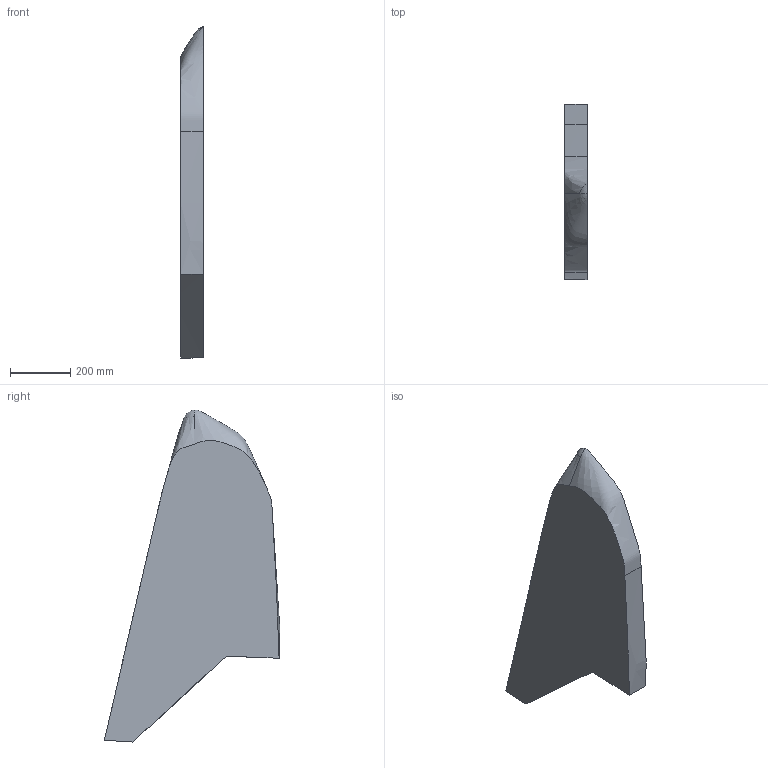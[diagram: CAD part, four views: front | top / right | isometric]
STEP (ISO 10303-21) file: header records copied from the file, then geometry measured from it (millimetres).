
FILE_DESCRIPTION (( 'STEP AP214' ), '1' );
FILE_NAME ('NFR25_Nosecone_mdf_3.STEP', '2024-10-26T20:01:06', ( '' ), ( '' ), 'SwSTEP 2.0', 'SolidWorks 2024', '' );
FILE_SCHEMA (( 'AUTOMOTIVE_DESIGN' ));
Length unit declared in the file: inch
Products named in the file (1): NFR25_Nosecone_mdf_3
Bounding box: 76.2 x 582.1 x 1101.61 mm (x, y, z)
Volume: 27399574.6 mm3; surface area: 928864.5 mm2
Topology: 1 solids, 1 shells, 11 faces, 27 edges, 18 vertices
Faces by surface type: bspline 8, plane 3
Entity records: 5997 total; most frequent: CARTESIAN_POINT 5776, ORIENTED_EDGE 54, EDGE_CURVE 27, B_SPLINE_CURVE_WITH_KNOTS 23, VERTEX_POINT 18, DIRECTION 12, FACE_OUTER_BOUND 11, EDGE_LOOP 11
